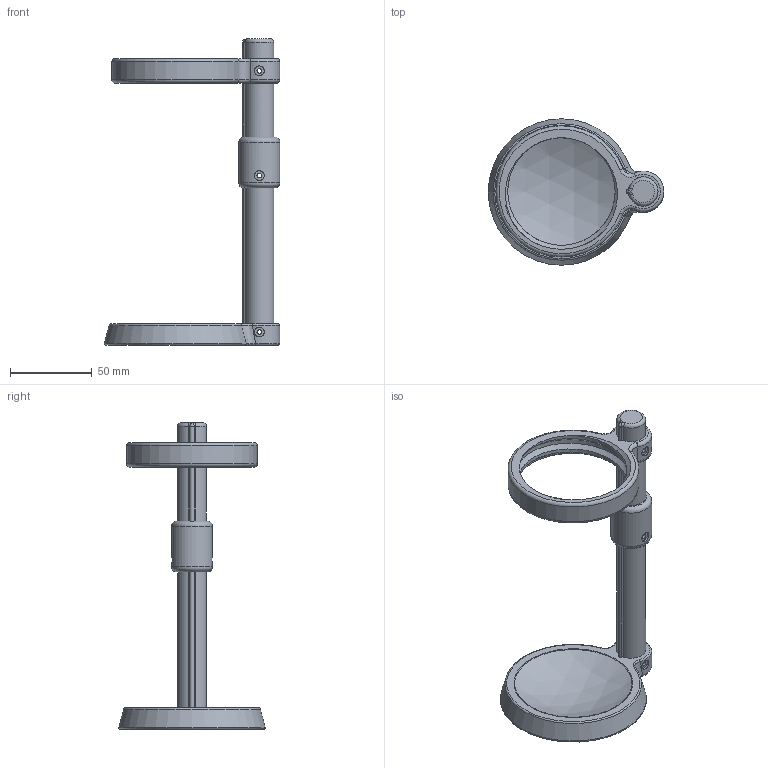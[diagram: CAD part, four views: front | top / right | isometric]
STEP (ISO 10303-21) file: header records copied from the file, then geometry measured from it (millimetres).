
FILE_DESCRIPTION(/* description */ ('','CAx-IF Rec.Pracs.---Representation and Presentation of Product Manufacturing Information (PMI)---4.0---2014-10-13'),/* implementation_level */ '2;1');
FILE_NAME(/* name */ '',/* time_stamp */ '2025-01-22T15:21:00+08:00',/* author */ (''),/* organization */ (''),/* preprocessor_version */ 'ST-DEVELOPER v20',/* originating_system */ 'Autodesk Translation Framework v13.20.0.188',/* authorisation */ '');
FILE_SCHEMA (('AP242_MANAGED_MODEL_BASED_3D_ENGINEERING_MIM_LF { 1 0 10303 442 1 1 4 }'));
Length unit declared in the file: millimetre
Products named in the file (1): 探头支架
Bounding box: 107.19 x 89.39 x 187 mm (x, y, z)
Volume: 133731.2 mm3; surface area: 45263.6 mm2
Topology: 4 solids, 4 shells, 106 faces, 230 edges, 143 vertices
Faces by surface type: cylinder 51, plane 22, torus 21, bspline 10, sphere 1, cone 1
Full cylindrical faces by diameter (mm): 2.85 x9, 6 x6, 8.2 x5, 25 x1, 70.6 x1
Entity records: 4741 total; most frequent: CARTESIAN_POINT 2378, DIRECTION 496, ORIENTED_EDGE 456, EDGE_CURVE 228, AXIS2_PLACEMENT_3D 224, VERTEX_POINT 143, EDGE_LOOP 141, CIRCLE 127
